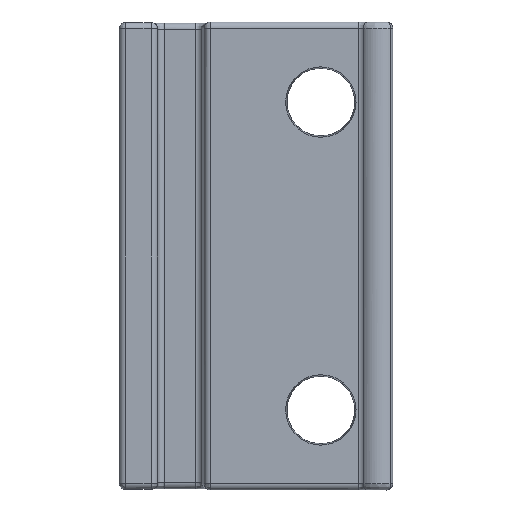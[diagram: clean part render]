
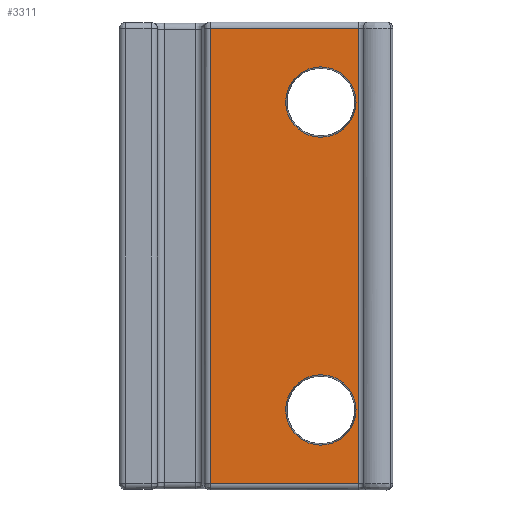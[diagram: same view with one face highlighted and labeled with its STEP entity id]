
A CAD part, front view. The second image highlights one B-rep face of the part: STEP entity #3311.
In plain terms, the highlighted planar face has unit normal (0, -1, 0).
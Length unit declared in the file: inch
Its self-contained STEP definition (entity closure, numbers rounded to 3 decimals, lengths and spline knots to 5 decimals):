
#3 = VERTEX_POINT ( 'NONE', #3636 ) ;
#46 = LINE ( 'NONE', #1734, #2954 ) ;
#107 = ORIENTED_EDGE ( 'NONE', *, *, #3027, .T. ) ;
#190 = DIRECTION ( 'NONE',  ( 0., -1., 0. ) ) ;
#268 = DIRECTION ( 'NONE',  ( 0., 1., 0. ) ) ;
#339 = DIRECTION ( 'NONE',  ( 0., 0., -1. ) ) ;
#351 = CARTESIAN_POINT ( 'NONE',  ( 1.30191, 0., 0.72831 ) ) ;
#386 = CIRCLE ( 'NONE', #2434, 0.11246 ) ;
#390 = ORIENTED_EDGE ( 'NONE', *, *, #1996, .T. ) ;
#398 = DIRECTION ( 'NONE',  ( 0., 0., 1. ) ) ;
#499 = VERTEX_POINT ( 'NONE', #2672 ) ;
#572 = EDGE_CURVE ( 'NONE', #3112, #2537, #386, .T. ) ;
#582 = VERTEX_POINT ( 'NONE', #351 ) ;
#603 = CARTESIAN_POINT ( 'NONE',  ( 1.1811, 0., -0.49213 ) ) ;
#626 = CARTESIAN_POINT ( 'NONE',  ( 0.82807, 0., 0.72831 ) ) ;
#667 = AXIS2_PLACEMENT_3D ( 'NONE', #1564, #190, #3553 ) ;
#727 = DIRECTION ( 'NONE',  ( 0., 1., 0. ) ) ;
#782 = VERTEX_POINT ( 'NONE', #860 ) ;
#787 = EDGE_CURVE ( 'NONE', #499, #1028, #3040, .T. ) ;
#860 = CARTESIAN_POINT ( 'NONE',  ( 0.82807, 0., -0.72831 ) ) ;
#881 = DIRECTION ( 'NONE',  ( 0., 1., 0. ) ) ;
#1004 = ORIENTED_EDGE ( 'NONE', *, *, #1274, .T. ) ;
#1011 = ORIENTED_EDGE ( 'NONE', *, *, #1799, .T. ) ;
#1016 = LINE ( 'NONE', #1698, #1959 ) ;
#1028 = VERTEX_POINT ( 'NONE', #2548 ) ;
#1079 = AXIS2_PLACEMENT_3D ( 'NONE', #603, #1089, #1420 ) ;
#1089 = DIRECTION ( 'NONE',  ( 0., 1., 0. ) ) ;
#1193 = VECTOR ( 'NONE', #398, 39.37008 ) ;
#1225 = CARTESIAN_POINT ( 'NONE',  ( 1.1811, 0., 0.49213 ) ) ;
#1270 = DIRECTION ( 'NONE',  ( 0., 0., 1. ) ) ;
#1274 = EDGE_CURVE ( 'NONE', #582, #2819, #1016, .T. ) ;
#1296 = AXIS2_PLACEMENT_3D ( 'NONE', #1225, #727, #1270 ) ;
#1420 = DIRECTION ( 'NONE',  ( 0., 0., 1. ) ) ;
#1531 = EDGE_LOOP ( 'NONE', ( #3581, #1011, #390, #1004 ) ) ;
#1564 = CARTESIAN_POINT ( 'NONE',  ( 0.8211, 0., 0.74803 ) ) ;
#1644 = DIRECTION ( 'NONE',  ( 0., 0., 1. ) ) ;
#1698 = CARTESIAN_POINT ( 'NONE',  ( 0.8211, 0., 0.72831 ) ) ;
#1734 = CARTESIAN_POINT ( 'NONE',  ( 0.82807, 0., 0.74803 ) ) ;
#1736 = DIRECTION ( 'NONE',  ( -1., 0., 0. ) ) ;
#1775 = LINE ( 'NONE', #2377, #1193 ) ;
#1799 = EDGE_CURVE ( 'NONE', #782, #3, #3330, .T. ) ;
#1821 = FACE_OUTER_BOUND ( 'NONE', #1531, .T. ) ;
#1857 = FACE_BOUND ( 'NONE', #2806, .T. ) ;
#1890 = CIRCLE ( 'NONE', #1296, 0.11246 ) ;
#1934 = EDGE_CURVE ( 'NONE', #2537, #3112, #1890, .T. ) ;
#1951 = CIRCLE ( 'NONE', #3271, 0.11246 ) ;
#1959 = VECTOR ( 'NONE', #1736, 39.37008 ) ;
#1996 = EDGE_CURVE ( 'NONE', #3, #582, #1775, .T. ) ;
#2218 = ORIENTED_EDGE ( 'NONE', *, *, #1934, .T. ) ;
#2229 = CARTESIAN_POINT ( 'NONE',  ( 1.1811, 0., -0.49213 ) ) ;
#2322 = CARTESIAN_POINT ( 'NONE',  ( 1.1811, 0., 0.37967 ) ) ;
#2377 = CARTESIAN_POINT ( 'NONE',  ( 1.30191, 0., 0.74803 ) ) ;
#2434 = AXIS2_PLACEMENT_3D ( 'NONE', #3423, #881, #2861 ) ;
#2537 = VERTEX_POINT ( 'NONE', #2322 ) ;
#2548 = CARTESIAN_POINT ( 'NONE',  ( 1.1811, 0., -0.60458 ) ) ;
#2555 = EDGE_LOOP ( 'NONE', ( #3250, #107 ) ) ;
#2672 = CARTESIAN_POINT ( 'NONE',  ( 1.1811, 0., -0.37967 ) ) ;
#2712 = FACE_BOUND ( 'NONE', #2555, .T. ) ;
#2720 = DIRECTION ( 'NONE',  ( 1., 0., 0. ) ) ;
#2776 = CARTESIAN_POINT ( 'NONE',  ( 0.8211, 0., -0.72831 ) ) ;
#2806 = EDGE_LOOP ( 'NONE', ( #3300, #2218 ) ) ;
#2819 = VERTEX_POINT ( 'NONE', #626 ) ;
#2861 = DIRECTION ( 'NONE',  ( 0., 0., 1. ) ) ;
#2944 = CARTESIAN_POINT ( 'NONE',  ( 1.1811, 0., 0.60458 ) ) ;
#2954 = VECTOR ( 'NONE', #339, 39.37008 ) ;
#2961 = PLANE ( 'NONE',  #667 ) ;
#3027 = EDGE_CURVE ( 'NONE', #1028, #499, #1951, .T. ) ;
#3040 = CIRCLE ( 'NONE', #1079, 0.11246 ) ;
#3112 = VERTEX_POINT ( 'NONE', #2944 ) ;
#3250 = ORIENTED_EDGE ( 'NONE', *, *, #787, .T. ) ;
#3271 = AXIS2_PLACEMENT_3D ( 'NONE', #2229, #268, #1644 ) ;
#3300 = ORIENTED_EDGE ( 'NONE', *, *, #572, .T. ) ;
#3311 = ADVANCED_FACE ( 'NONE', ( #1857, #2712, #1821 ), #2961, .T. ) ;
#3330 = LINE ( 'NONE', #2776, #3331 ) ;
#3331 = VECTOR ( 'NONE', #2720, 39.37008 ) ;
#3423 = CARTESIAN_POINT ( 'NONE',  ( 1.1811, 0., 0.49213 ) ) ;
#3484 = EDGE_CURVE ( 'NONE', #2819, #782, #46, .T. ) ;
#3553 = DIRECTION ( 'NONE',  ( -1., 0., 0. ) ) ;
#3581 = ORIENTED_EDGE ( 'NONE', *, *, #3484, .T. ) ;
#3636 = CARTESIAN_POINT ( 'NONE',  ( 1.30191, 0., -0.72831 ) ) ;
